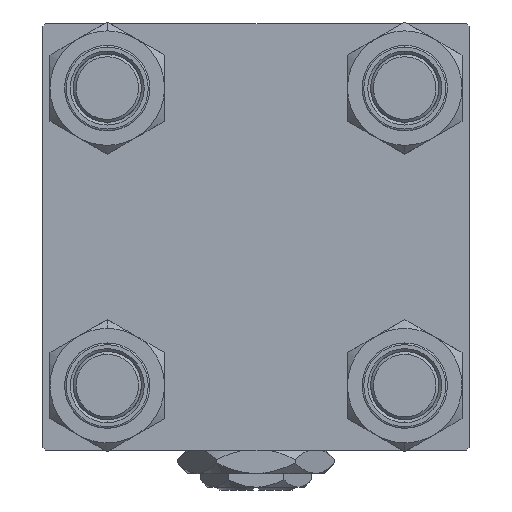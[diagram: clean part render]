
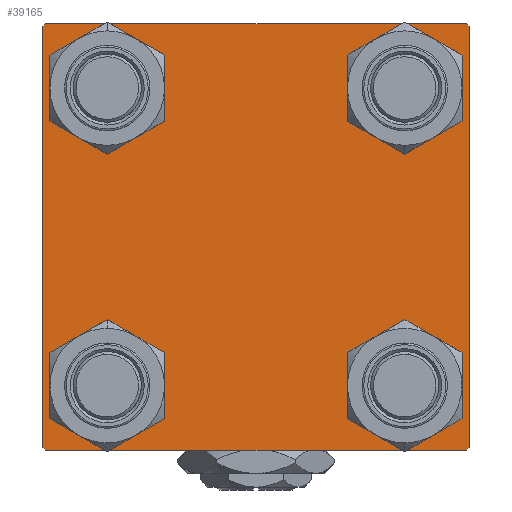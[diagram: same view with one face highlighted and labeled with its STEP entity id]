
A CAD part, left-side view. The second image highlights one B-rep face of the part: STEP entity #39165.
In plain terms, the highlighted planar face has unit normal (-1, 0, 0).
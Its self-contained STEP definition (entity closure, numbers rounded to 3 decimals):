
#68 = EDGE_CURVE ( 'NONE', #19980, #43031, #20926, .T. ) ;
#740 = DIRECTION ( 'NONE',  ( 1., 0., 0. ) ) ;
#1162 = CARTESIAN_POINT ( 'NONE',  ( 0., 26.15, 19.65 ) ) ;
#1966 = DIRECTION ( 'NONE',  ( -1., 0., 0. ) ) ;
#2096 = CARTESIAN_POINT ( 'NONE',  ( 0., -37.5, -37. ) ) ;
#2262 = ORIENTED_EDGE ( 'NONE', *, *, #30547, .T. ) ;
#3099 = DIRECTION ( 'NONE',  ( 1., 0., 0. ) ) ;
#3244 = EDGE_CURVE ( 'NONE', #9622, #43282, #20050, .T. ) ;
#3258 = CARTESIAN_POINT ( 'NONE',  ( 0., 37.5, 37.5 ) ) ;
#3310 = EDGE_CURVE ( 'NONE', #36158, #27127, #20922, .T. ) ;
#3406 = CARTESIAN_POINT ( 'NONE',  ( 0., 26.15, -26.15 ) ) ;
#3929 = CIRCLE ( 'NONE', #46692, 6.5 ) ;
#4260 = VERTEX_POINT ( 'NONE', #43503 ) ;
#4610 = AXIS2_PLACEMENT_3D ( 'NONE', #32216, #740, #12536 ) ;
#4651 = CIRCLE ( 'NONE', #35641, 6.5 ) ;
#5130 = PLANE ( 'NONE',  #27242 ) ;
#5652 = FACE_OUTER_BOUND ( 'NONE', #14832, .T. ) ;
#5726 = CARTESIAN_POINT ( 'NONE',  ( 0., 26.15, 26.15 ) ) ;
#5977 = DIRECTION ( 'NONE',  ( 1., 0., 0. ) ) ;
#6107 = VECTOR ( 'NONE', #33339, 1000. ) ;
#6442 = VECTOR ( 'NONE', #19244, 1000. ) ;
#6443 = CARTESIAN_POINT ( 'NONE',  ( 0., -37.5, 37. ) ) ;
#8228 = CIRCLE ( 'NONE', #18295, 6.5 ) ;
#8381 = EDGE_LOOP ( 'NONE', ( #37107, #42008 ) ) ;
#8898 = DIRECTION ( 'NONE',  ( 1., 0., 0. ) ) ;
#9066 = FACE_BOUND ( 'NONE', #8381, .T. ) ;
#9460 = LINE ( 'NONE', #16806, #6107 ) ;
#9542 = EDGE_CURVE ( 'NONE', #28120, #9622, #9460, .T. ) ;
#9622 = VERTEX_POINT ( 'NONE', #14684 ) ;
#9709 = DIRECTION ( 'NONE',  ( 0., 0., -1. ) ) ;
#9826 = CARTESIAN_POINT ( 'NONE',  ( 0., -37.25, 37.25 ) ) ;
#10057 = CARTESIAN_POINT ( 'NONE',  ( 0., 26.15, 26.15 ) ) ;
#10513 = DIRECTION ( 'NONE',  ( 0., 0., 1. ) ) ;
#10640 = CIRCLE ( 'NONE', #33300, 6.5 ) ;
#10916 = ORIENTED_EDGE ( 'NONE', *, *, #50831, .T. ) ;
#11426 = VECTOR ( 'NONE', #25823, 1000. ) ;
#11857 = CARTESIAN_POINT ( 'NONE',  ( 0., -37., 37.5 ) ) ;
#12523 = CARTESIAN_POINT ( 'NONE',  ( 0., 26.15, -32.65 ) ) ;
#12536 = DIRECTION ( 'NONE',  ( 0., 0., 1. ) ) ;
#12705 = VERTEX_POINT ( 'NONE', #31401 ) ;
#13097 = VERTEX_POINT ( 'NONE', #1162 ) ;
#13664 = EDGE_LOOP ( 'NONE', ( #39239, #10916 ) ) ;
#14234 = ORIENTED_EDGE ( 'NONE', *, *, #9542, .T. ) ;
#14294 = ORIENTED_EDGE ( 'NONE', *, *, #3244, .T. ) ;
#14684 = CARTESIAN_POINT ( 'NONE',  ( 0., 37., -37.5 ) ) ;
#14832 = EDGE_LOOP ( 'NONE', ( #2262, #14234, #14294, #33182, #25873, #18739, #19251, #45431 ) ) ;
#15087 = VERTEX_POINT ( 'NONE', #15546 ) ;
#15546 = CARTESIAN_POINT ( 'NONE',  ( 0., -26.15, 19.65 ) ) ;
#15617 = CARTESIAN_POINT ( 'NONE',  ( 0., -37.5, 37.5 ) ) ;
#16718 = EDGE_CURVE ( 'NONE', #13097, #4260, #37237, .T. ) ;
#16806 = CARTESIAN_POINT ( 'NONE',  ( 0., 37.25, -37.25 ) ) ;
#18295 = AXIS2_PLACEMENT_3D ( 'NONE', #51118, #3099, #50867 ) ;
#18339 = DIRECTION ( 'NONE',  ( 0., 0., 1. ) ) ;
#18739 = ORIENTED_EDGE ( 'NONE', *, *, #42382, .T. ) ;
#19235 = VECTOR ( 'NONE', #28182, 1000. ) ;
#19244 = DIRECTION ( 'NONE',  ( 0., -1., 0. ) ) ;
#19251 = ORIENTED_EDGE ( 'NONE', *, *, #22068, .F. ) ;
#19262 = VERTEX_POINT ( 'NONE', #11857 ) ;
#19646 = CIRCLE ( 'NONE', #4610, 6.5 ) ;
#19980 = VERTEX_POINT ( 'NONE', #34785 ) ;
#20050 = LINE ( 'NONE', #44726, #19235 ) ;
#20724 = CARTESIAN_POINT ( 'NONE',  ( 0., 37.25, 37.25 ) ) ;
#20922 = CIRCLE ( 'NONE', #47756, 6.5 ) ;
#20926 = CIRCLE ( 'NONE', #25993, 6.5 ) ;
#21248 = DIRECTION ( 'NONE',  ( 1., 0., 0. ) ) ;
#21639 = DIRECTION ( 'NONE',  ( 0., 0., 1. ) ) ;
#22068 = EDGE_CURVE ( 'NONE', #24707, #19262, #23185, .T. ) ;
#22489 = DIRECTION ( 'NONE',  ( 0., 0., 1. ) ) ;
#23185 = LINE ( 'NONE', #3258, #6442 ) ;
#23749 = CARTESIAN_POINT ( 'NONE',  ( 0., -26.15, -32.65 ) ) ;
#23920 = EDGE_CURVE ( 'NONE', #43031, #19980, #3929, .T. ) ;
#23947 = VECTOR ( 'NONE', #47372, 1000. ) ;
#24403 = DIRECTION ( 'NONE',  ( 0., 0.707, -0.707 ) ) ;
#24540 = ORIENTED_EDGE ( 'NONE', *, *, #39397, .T. ) ;
#24633 = EDGE_CURVE ( 'NONE', #24707, #12705, #44108, .T. ) ;
#24696 = LINE ( 'NONE', #36771, #39699 ) ;
#24707 = VERTEX_POINT ( 'NONE', #41720 ) ;
#24825 = VERTEX_POINT ( 'NONE', #32224 ) ;
#24921 = LINE ( 'NONE', #45137, #44694 ) ;
#25031 = DIRECTION ( 'NONE',  ( 1., 0., 0. ) ) ;
#25312 = CARTESIAN_POINT ( 'NONE',  ( 0., 0., 0. ) ) ;
#25497 = AXIS2_PLACEMENT_3D ( 'NONE', #5726, #5977, #22489 ) ;
#25823 = DIRECTION ( 'NONE',  ( 0., 0.707, 0.707 ) ) ;
#25873 = ORIENTED_EDGE ( 'NONE', *, *, #42176, .F. ) ;
#25993 = AXIS2_PLACEMENT_3D ( 'NONE', #3406, #46195, #10513 ) ;
#26089 = CARTESIAN_POINT ( 'NONE',  ( 0., 37.5, -37. ) ) ;
#26209 = CARTESIAN_POINT ( 'NONE',  ( 0., -26.15, 26.15 ) ) ;
#27127 = VERTEX_POINT ( 'NONE', #23749 ) ;
#27242 = AXIS2_PLACEMENT_3D ( 'NONE', #25312, #1966, #21639 ) ;
#28120 = VERTEX_POINT ( 'NONE', #26089 ) ;
#28182 = DIRECTION ( 'NONE',  ( 0., -1., 0. ) ) ;
#28869 = ORIENTED_EDGE ( 'NONE', *, *, #23920, .T. ) ;
#29496 = FACE_BOUND ( 'NONE', #13664, .T. ) ;
#29996 = DIRECTION ( 'NONE',  ( 0., 0., 1. ) ) ;
#30509 = VERTEX_POINT ( 'NONE', #2096 ) ;
#30547 = EDGE_CURVE ( 'NONE', #12705, #28120, #24921, .T. ) ;
#31401 = CARTESIAN_POINT ( 'NONE',  ( 0., 37.5, 37. ) ) ;
#32216 = CARTESIAN_POINT ( 'NONE',  ( 0., -26.15, 26.15 ) ) ;
#32224 = CARTESIAN_POINT ( 'NONE',  ( 0., -26.15, 32.65 ) ) ;
#32342 = EDGE_CURVE ( 'NONE', #43282, #30509, #24696, .T. ) ;
#33182 = ORIENTED_EDGE ( 'NONE', *, *, #32342, .T. ) ;
#33199 = FACE_BOUND ( 'NONE', #48636, .T. ) ;
#33300 = AXIS2_PLACEMENT_3D ( 'NONE', #10057, #25031, #45752 ) ;
#33339 = DIRECTION ( 'NONE',  ( 0., -0.707, -0.707 ) ) ;
#33547 = DIRECTION ( 'NONE',  ( 0., 0., 1. ) ) ;
#34785 = CARTESIAN_POINT ( 'NONE',  ( 0., 26.15, -19.65 ) ) ;
#35260 = ORIENTED_EDGE ( 'NONE', *, *, #68, .T. ) ;
#35641 = AXIS2_PLACEMENT_3D ( 'NONE', #26209, #21248, #18339 ) ;
#36158 = VERTEX_POINT ( 'NONE', #49016 ) ;
#36655 = VECTOR ( 'NONE', #24403, 1000. ) ;
#36771 = CARTESIAN_POINT ( 'NONE',  ( 0., -37.25, -37.25 ) ) ;
#36829 = ORIENTED_EDGE ( 'NONE', *, *, #38792, .T. ) ;
#37107 = ORIENTED_EDGE ( 'NONE', *, *, #44264, .T. ) ;
#37237 = CIRCLE ( 'NONE', #25497, 6.5 ) ;
#37384 = VERTEX_POINT ( 'NONE', #6443 ) ;
#38402 = CARTESIAN_POINT ( 'NONE',  ( 0., -26.15, -26.15 ) ) ;
#38792 = EDGE_CURVE ( 'NONE', #15087, #24825, #19646, .T. ) ;
#39165 = ADVANCED_FACE ( 'NONE', ( #33199, #29496, #45010, #9066, #5652 ), #5130, .T. ) ;
#39239 = ORIENTED_EDGE ( 'NONE', *, *, #3310, .T. ) ;
#39397 = EDGE_CURVE ( 'NONE', #24825, #15087, #4651, .T. ) ;
#39699 = VECTOR ( 'NONE', #40727, 1000. ) ;
#40727 = DIRECTION ( 'NONE',  ( 0., -0.707, 0.707 ) ) ;
#41720 = CARTESIAN_POINT ( 'NONE',  ( 0., 37., 37.5 ) ) ;
#42008 = ORIENTED_EDGE ( 'NONE', *, *, #16718, .T. ) ;
#42176 = EDGE_CURVE ( 'NONE', #37384, #30509, #43969, .T. ) ;
#42382 = EDGE_CURVE ( 'NONE', #37384, #19262, #45774, .T. ) ;
#43031 = VERTEX_POINT ( 'NONE', #12523 ) ;
#43282 = VERTEX_POINT ( 'NONE', #51861 ) ;
#43503 = CARTESIAN_POINT ( 'NONE',  ( 0., 26.15, 32.65 ) ) ;
#43969 = LINE ( 'NONE', #15617, #23947 ) ;
#44108 = LINE ( 'NONE', #20724, #36655 ) ;
#44264 = EDGE_CURVE ( 'NONE', #4260, #13097, #10640, .T. ) ;
#44694 = VECTOR ( 'NONE', #9709, 1000. ) ;
#44726 = CARTESIAN_POINT ( 'NONE',  ( 0., 37.5, -37.5 ) ) ;
#44847 = CARTESIAN_POINT ( 'NONE',  ( 0., 26.15, -26.15 ) ) ;
#45010 = FACE_BOUND ( 'NONE', #45853, .T. ) ;
#45137 = CARTESIAN_POINT ( 'NONE',  ( 0., 37.5, 37.5 ) ) ;
#45431 = ORIENTED_EDGE ( 'NONE', *, *, #24633, .T. ) ;
#45752 = DIRECTION ( 'NONE',  ( 0., 0., 1. ) ) ;
#45774 = LINE ( 'NONE', #9826, #11426 ) ;
#45853 = EDGE_LOOP ( 'NONE', ( #35260, #28869 ) ) ;
#46195 = DIRECTION ( 'NONE',  ( 1., 0., 0. ) ) ;
#46531 = DIRECTION ( 'NONE',  ( 1., 0., 0. ) ) ;
#46692 = AXIS2_PLACEMENT_3D ( 'NONE', #44847, #8898, #33547 ) ;
#47372 = DIRECTION ( 'NONE',  ( 0., 0., -1. ) ) ;
#47756 = AXIS2_PLACEMENT_3D ( 'NONE', #38402, #46531, #29996 ) ;
#48636 = EDGE_LOOP ( 'NONE', ( #24540, #36829 ) ) ;
#49016 = CARTESIAN_POINT ( 'NONE',  ( 0., -26.15, -19.65 ) ) ;
#50831 = EDGE_CURVE ( 'NONE', #27127, #36158, #8228, .T. ) ;
#50867 = DIRECTION ( 'NONE',  ( 0., 0., 1. ) ) ;
#51118 = CARTESIAN_POINT ( 'NONE',  ( 0., -26.15, -26.15 ) ) ;
#51861 = CARTESIAN_POINT ( 'NONE',  ( 0., -37., -37.5 ) ) ;
